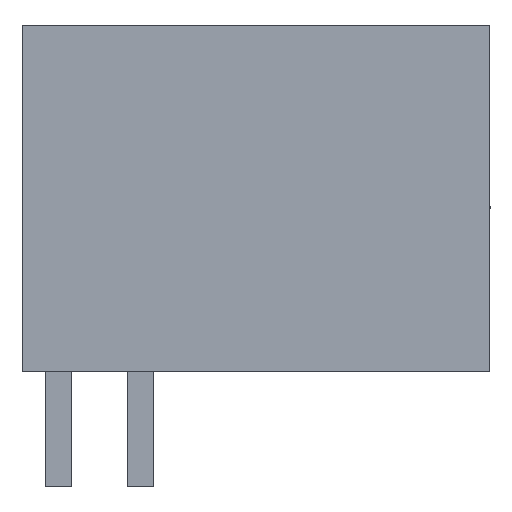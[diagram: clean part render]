
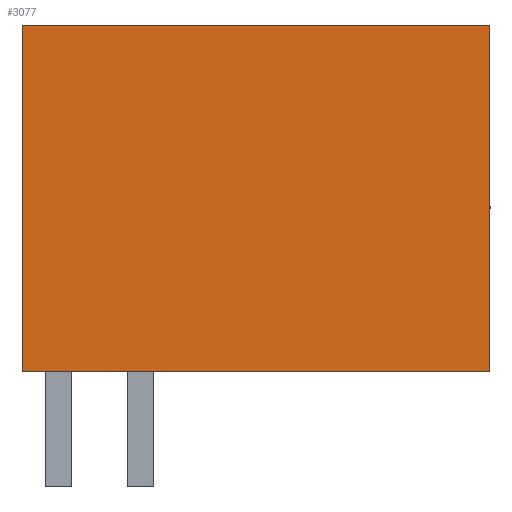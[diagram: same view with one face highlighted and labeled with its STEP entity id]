
A CAD part, left-side view. The second image highlights one B-rep face of the part: STEP entity #3077.
In plain terms, the highlighted planar face has unit normal (-1, 0, 0).
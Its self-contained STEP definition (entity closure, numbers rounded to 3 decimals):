
#3050=AXIS2_PLACEMENT_3D('Plane Axis2P3D',#3047,#3048,#3049) ;
#453=CARTESIAN_POINT('Vertex',(0.,0.,3.5)) ;
#458=CARTESIAN_POINT('Line Origine',(0.,7.1,3.5)) ;
#462=CARTESIAN_POINT('Vertex',(0.,14.2,3.5)) ;
#3047=CARTESIAN_POINT('Axis2P3D Location',(0.,17.7,14.)) ;
#3052=CARTESIAN_POINT('Line Origine',(0.,7.1,14.)) ;
#3056=CARTESIAN_POINT('Vertex',(0.,0.,14.)) ;
#3058=CARTESIAN_POINT('Vertex',(0.,14.2,14.)) ;
#3061=CARTESIAN_POINT('Line Origine',(0.,14.2,8.75)) ;
#3066=CARTESIAN_POINT('Line Origine',(0.,0.,8.75)) ;
#459=DIRECTION('Vector Direction',(0.,-1.,0.)) ;
#3048=DIRECTION('Axis2P3D Direction',(-1.,0.,0.)) ;
#3049=DIRECTION('Axis2P3D XDirection',(0.,0.,-1.)) ;
#3053=DIRECTION('Vector Direction',(0.,-1.,0.)) ;
#3062=DIRECTION('Vector Direction',(0.,0.,-1.)) ;
#3067=DIRECTION('Vector Direction',(0.,0.,-1.)) ;
#460=VECTOR('Line Direction',#459,1.) ;
#3054=VECTOR('Line Direction',#3053,1.) ;
#3063=VECTOR('Line Direction',#3062,1.) ;
#3068=VECTOR('Line Direction',#3067,1.) ;
#3072=ORIENTED_EDGE('',*,*,#3060,.T.) ;
#3073=ORIENTED_EDGE('',*,*,#3065,.T.) ;
#3074=ORIENTED_EDGE('',*,*,#464,.T.) ;
#3075=ORIENTED_EDGE('',*,*,#3070,.T.) ;
#3077=ADVANCED_FACE('HOUSING',(#3076),#3051,.T.) ;
#464=EDGE_CURVE('',#463,#454,#461,.T.) ;
#3060=EDGE_CURVE('',#3057,#3059,#3055,.F.) ;
#3065=EDGE_CURVE('',#3059,#463,#3064,.T.) ;
#3070=EDGE_CURVE('',#454,#3057,#3069,.F.) ;
#3071=EDGE_LOOP('',(#3072,#3073,#3074,#3075)) ;
#3076=FACE_OUTER_BOUND('',#3071,.T.) ;
#461=LINE('Line',#458,#460) ;
#3055=LINE('Line',#3052,#3054) ;
#3064=LINE('Line',#3061,#3063) ;
#3069=LINE('Line',#3066,#3068) ;
#3051=PLANE('',#3050) ;
#454=VERTEX_POINT('',#453) ;
#463=VERTEX_POINT('',#462) ;
#3057=VERTEX_POINT('',#3056) ;
#3059=VERTEX_POINT('',#3058) ;
